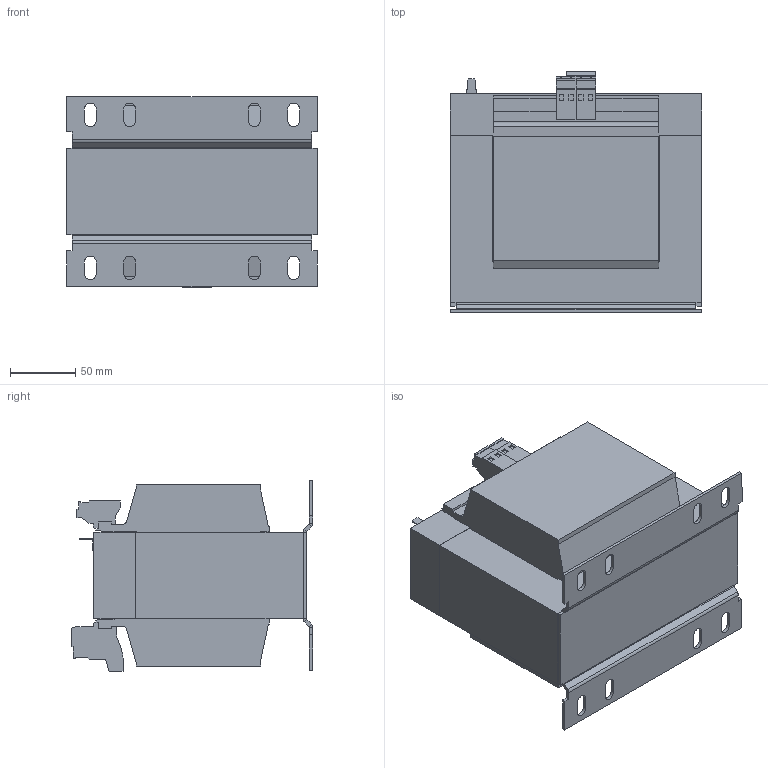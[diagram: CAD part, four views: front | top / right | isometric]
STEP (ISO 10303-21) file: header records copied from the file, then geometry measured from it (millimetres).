
FILE_DESCRIPTION (( 'STEP AP214' ), '1' );
FILE_NAME ('223214.STEP', '2020-06-22T11:09:22', ( '' ), ( '' ), 'SwSTEP 2.0', 'SolidWorks 2018', '' );
FILE_SCHEMA (( 'AUTOMOTIVE_DESIGN' ));
Length unit declared in the file: millimetre
Products named in the file (1): 223214
Bounding box: 192 x 184.5 x 145.95 mm (x, y, z)
Volume: 3090260.4 mm3; surface area: 247562.4 mm2
Topology: 1 solids, 1 shells, 284 faces, 746 edges, 480 vertices
Faces by surface type: plane 237, cylinder 47
Entity records: 8940 total; most frequent: CARTESIAN_POINT 1511, ORIENTED_EDGE 1492, DIRECTION 1410, EDGE_CURVE 746, LINE 652, VECTOR 652, VERTEX_POINT 480, AXIS2_PLACEMENT_3D 379
